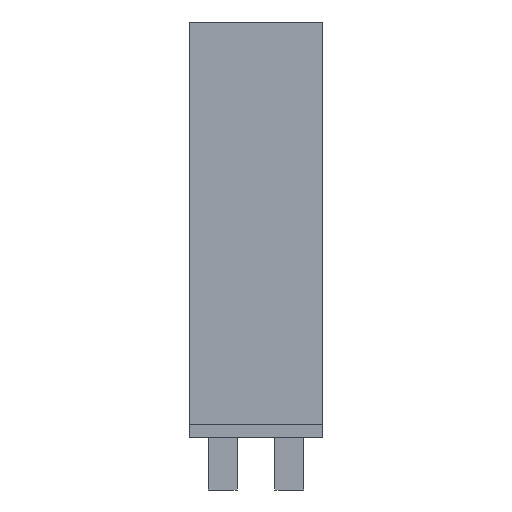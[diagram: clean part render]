
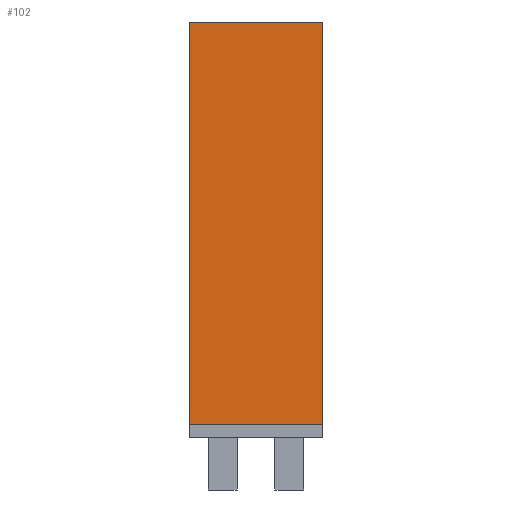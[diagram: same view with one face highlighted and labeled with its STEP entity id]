
A CAD part, front view. The second image highlights one B-rep face of the part: STEP entity #102.
In plain terms, the highlighted planar face has unit normal (0, -1, 0).
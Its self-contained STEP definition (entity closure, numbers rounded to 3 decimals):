
#41 = DIRECTION ( 'NONE',  ( 0., 0., 1. ) ) ;
#102 = ADVANCED_FACE ( 'NONE', ( #613 ), #551, .F. ) ;
#124 = EDGE_LOOP ( 'NONE', ( #554, #322, #159, #176 ) ) ;
#146 = AXIS2_PLACEMENT_3D ( 'NONE', #833, #260, #815 ) ;
#159 = ORIENTED_EDGE ( 'NONE', *, *, #192, .F. ) ;
#176 = ORIENTED_EDGE ( 'NONE', *, *, #354, .F. ) ;
#192 = EDGE_CURVE ( 'NONE', #779, #364, #421, .T. ) ;
#212 = CARTESIAN_POINT ( 'NONE',  ( -25.4, 0., 0. ) ) ;
#229 = VERTEX_POINT ( 'NONE', #212 ) ;
#260 = DIRECTION ( 'NONE',  ( 0., 1., 0. ) ) ;
#270 = CARTESIAN_POINT ( 'NONE',  ( -25.4, 0., -152.8 ) ) ;
#312 = CARTESIAN_POINT ( 'NONE',  ( -25.4, 0., 0. ) ) ;
#322 = ORIENTED_EDGE ( 'NONE', *, *, #792, .T. ) ;
#324 = DIRECTION ( 'NONE',  ( 1., 0., 0. ) ) ;
#332 = EDGE_CURVE ( 'NONE', #384, #229, #606, .T. ) ;
#348 = VECTOR ( 'NONE', #324, 1000. ) ;
#354 = EDGE_CURVE ( 'NONE', #229, #779, #388, .T. ) ;
#364 = VERTEX_POINT ( 'NONE', #620 ) ;
#384 = VERTEX_POINT ( 'NONE', #270 ) ;
#388 = LINE ( 'NONE', #312, #706 ) ;
#421 = LINE ( 'NONE', #718, #444 ) ;
#444 = VECTOR ( 'NONE', #709, 1000. ) ;
#510 = CARTESIAN_POINT ( 'NONE',  ( 25.4, 0., 0. ) ) ;
#551 = PLANE ( 'NONE',  #146 ) ;
#554 = ORIENTED_EDGE ( 'NONE', *, *, #332, .F. ) ;
#606 = LINE ( 'NONE', #891, #838 ) ;
#611 = LINE ( 'NONE', #685, #348 ) ;
#613 = FACE_OUTER_BOUND ( 'NONE', #124, .T. ) ;
#620 = CARTESIAN_POINT ( 'NONE',  ( 25.4, 0., -152.8 ) ) ;
#685 = CARTESIAN_POINT ( 'NONE',  ( -44.6, 0., -152.8 ) ) ;
#689 = DIRECTION ( 'NONE',  ( 1., 0., 0. ) ) ;
#706 = VECTOR ( 'NONE', #689, 1000. ) ;
#709 = DIRECTION ( 'NONE',  ( 0., 0., -1. ) ) ;
#718 = CARTESIAN_POINT ( 'NONE',  ( 25.4, 0., 0. ) ) ;
#779 = VERTEX_POINT ( 'NONE', #510 ) ;
#792 = EDGE_CURVE ( 'NONE', #384, #364, #611, .T. ) ;
#815 = DIRECTION ( 'NONE',  ( 0., 0., 1. ) ) ;
#833 = CARTESIAN_POINT ( 'NONE',  ( 0., 0., 0. ) ) ;
#838 = VECTOR ( 'NONE', #41, 1000. ) ;
#891 = CARTESIAN_POINT ( 'NONE',  ( -25.4, 0., 0. ) ) ;
